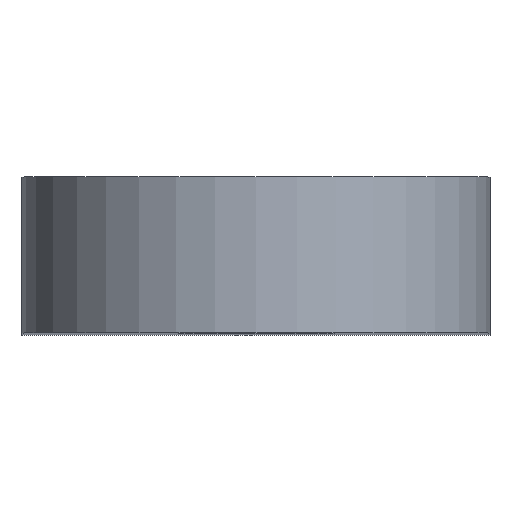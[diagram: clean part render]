
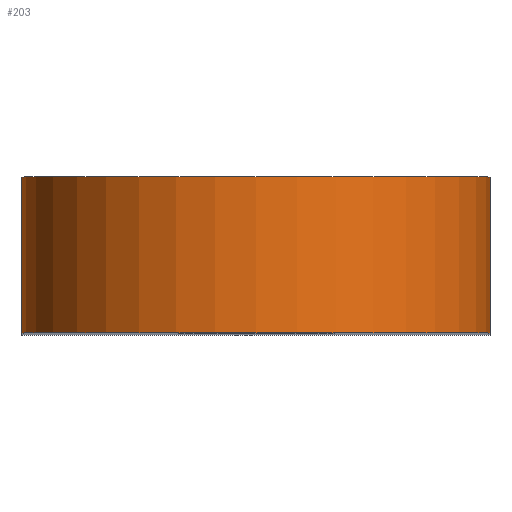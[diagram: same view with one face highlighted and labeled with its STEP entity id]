
A CAD part, top view. The second image highlights one B-rep face of the part: STEP entity #203.
In plain terms, the highlighted cylindrical face has radius 15 mm (diameter 30 mm), a partial arc.
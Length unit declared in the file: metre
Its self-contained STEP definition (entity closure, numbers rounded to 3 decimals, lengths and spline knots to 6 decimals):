
#1=CARTESIAN_POINT('',(0.,-0.005,0.035));
#2=DIRECTION('',(0.,1.,0.));
#3=DIRECTION('',(-1.,0.,0.));
#4=AXIS2_PLACEMENT_3D('',#1,#2,#3);
#28=DIRECTION('',(0.,-1.,0.));
#29=VECTOR('',#28,0.01);
#30=CARTESIAN_POINT('',(-0.015,0.005,0.035));
#31=LINE('',#30,#29);
#56=DIRECTION('',(0.,-1.,0.));
#57=VECTOR('',#56,0.01);
#58=CARTESIAN_POINT('',(0.015,0.005,0.035));
#59=LINE('',#58,#57);
#60=CARTESIAN_POINT('',(0.,0.005,0.035));
#61=DIRECTION('',(0.,-1.,0.));
#62=DIRECTION('',(1.,0.,0.));
#63=AXIS2_PLACEMENT_3D('',#60,#61,#62);
#135=CARTESIAN_POINT('',(-0.015,-0.005,0.035));
#136=CARTESIAN_POINT('',(0.015,-0.005,0.035));
#137=VERTEX_POINT('',#135);
#138=VERTEX_POINT('',#136);
#139=CARTESIAN_POINT('',(-0.015,0.005,0.035));
#140=VERTEX_POINT('',#139);
#141=CARTESIAN_POINT('',(0.015,0.005,0.035));
#142=VERTEX_POINT('',#141);
#189=CARTESIAN_POINT('',(0.,0.024048,0.035));
#190=DIRECTION('',(0.,-1.,0.));
#191=DIRECTION('',(1.,0.,0.));
#192=AXIS2_PLACEMENT_3D('',#189,#190,#191);
#193=CYLINDRICAL_SURFACE('',#192,0.015);
#194=ORIENTED_EDGE('',*,*,#172,.F.);
#196=ORIENTED_EDGE('',*,*,#195,.F.);
#198=ORIENTED_EDGE('',*,*,#197,.F.);
#200=ORIENTED_EDGE('',*,*,#199,.T.);
#201=EDGE_LOOP('',(#194,#196,#198,#200));
#202=FACE_OUTER_BOUND('',#201,.F.);
#203=ADVANCED_FACE('',(#202),#193,.T.);
#5=CIRCLE('',#4,0.015);
#64=CIRCLE('',#63,0.015);
#172=EDGE_CURVE('',#137,#138,#5,.T.);
#195=EDGE_CURVE('',#140,#137,#31,.T.);
#197=EDGE_CURVE('',#142,#140,#64,.T.);
#199=EDGE_CURVE('',#142,#138,#59,.T.);
